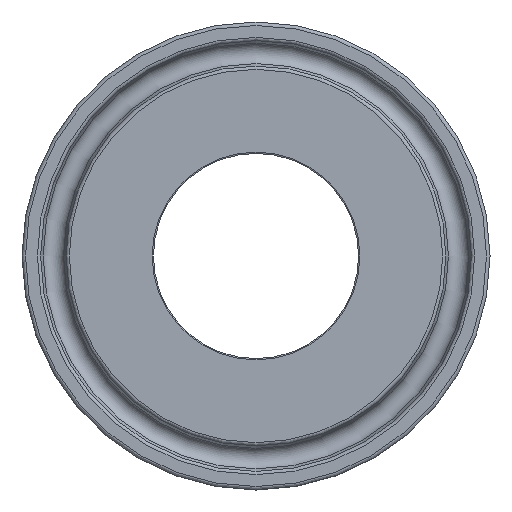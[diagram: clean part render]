
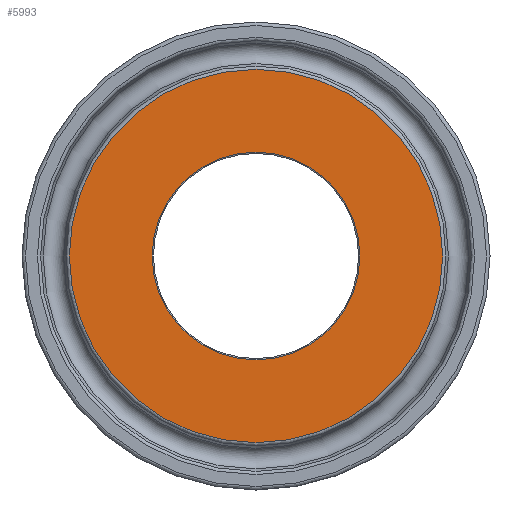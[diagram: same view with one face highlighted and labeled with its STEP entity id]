
A CAD part, left-side view. The second image highlights one B-rep face of the part: STEP entity #5993.
In plain terms, the highlighted planar face has unit normal (-1, 0, 0).
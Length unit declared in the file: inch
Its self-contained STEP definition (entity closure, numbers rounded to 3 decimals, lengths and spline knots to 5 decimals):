
#106=FACE_BOUND('',#1106,.T.);
#406=PLANE('',#6401);
#730=FACE_OUTER_BOUND('',#1105,.T.);
#1105=EDGE_LOOP('',(#5586));
#1106=EDGE_LOOP('',(#5587));
#1543=CIRCLE('',#6400,0.44);
#1544=CIRCLE('',#6402,0.79122);
#2961=VERTEX_POINT('',#12764);
#2962=VERTEX_POINT('',#12767);
#3840=EDGE_CURVE('',#2961,#2961,#1543,.T.);
#3841=EDGE_CURVE('',#2962,#2962,#1544,.T.);
#5586=ORIENTED_EDGE('',*,*,#3841,.F.);
#5587=ORIENTED_EDGE('',*,*,#3840,.F.);
#5993=ADVANCED_FACE('',(#730,#106),#406,.T.);
#6400=AXIS2_PLACEMENT_3D('',#12765,#7623,#7624);
#6401=AXIS2_PLACEMENT_3D('',#12766,#7625,#7626);
#6402=AXIS2_PLACEMENT_3D('',#12768,#7627,#7628);
#7623=DIRECTION('center_axis',(-1.,0.,0.));
#7624=DIRECTION('ref_axis',(0.,-1.,0.));
#7625=DIRECTION('center_axis',(-1.,0.,0.));
#7626=DIRECTION('ref_axis',(0.,0.,1.));
#7627=DIRECTION('center_axis',(1.,0.,0.));
#7628=DIRECTION('ref_axis',(0.,-1.,0.));
#12764=CARTESIAN_POINT('',(0.,0.44,0.));
#12765=CARTESIAN_POINT('Origin',(0.,0.,0.));
#12766=CARTESIAN_POINT('Origin',(0.,0.80115,0.));
#12767=CARTESIAN_POINT('',(0.,0.79122,0.));
#12768=CARTESIAN_POINT('Origin',(0.,0.,0.));
